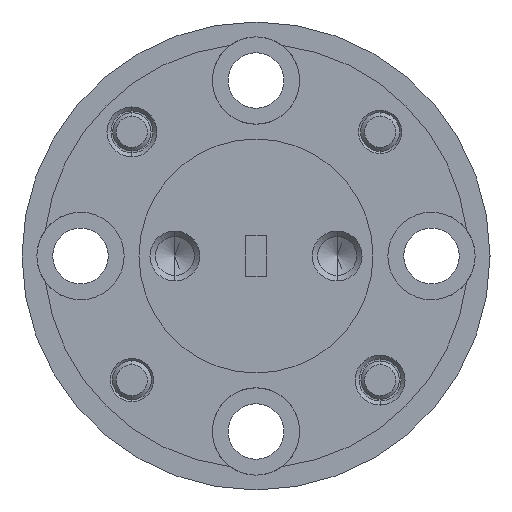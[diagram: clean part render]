
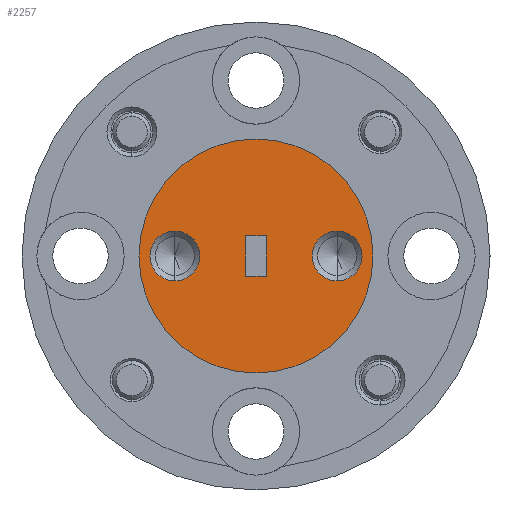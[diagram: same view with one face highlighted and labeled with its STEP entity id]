
A CAD part, left-side view. The second image highlights one B-rep face of the part: STEP entity #2257.
In plain terms, the highlighted planar face has unit normal (-1, 0, 0).
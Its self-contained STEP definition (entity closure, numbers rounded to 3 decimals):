
#53 = LINE ( 'NONE', #4624, #303 ) ;
#127 = EDGE_CURVE ( 'NONE', #2822, #1246, #333, .T. ) ;
#176 = EDGE_CURVE ( 'NONE', #3557, #4711, #1081, .T. ) ;
#288 = EDGE_CURVE ( 'NONE', #4472, #1283, #4613, .T. ) ;
#303 = VECTOR ( 'NONE', #3567, 1000. ) ;
#321 = CIRCLE ( 'NONE', #2949, 4.763 ) ;
#333 = LINE ( 'NONE', #3028, #1400 ) ;
#407 = DIRECTION ( 'NONE',  ( 0., 0., 1. ) ) ;
#461 = DIRECTION ( 'NONE',  ( -1., 0., 0. ) ) ;
#521 = LINE ( 'NONE', #3946, #3698 ) ;
#576 = VERTEX_POINT ( 'NONE', #4877 ) ;
#584 = ORIENTED_EDGE ( 'NONE', *, *, #3378, .T. ) ;
#652 = DIRECTION ( 'NONE',  ( -1., 0., 0. ) ) ;
#676 = CARTESIAN_POINT ( 'NONE',  ( 0., -3.302, 0. ) ) ;
#682 = CARTESIAN_POINT ( 'NONE',  ( 0., -0.413, 0.826 ) ) ;
#707 = PLANE ( 'NONE',  #3933 ) ;
#708 = VERTEX_POINT ( 'NONE', #3258 ) ;
#730 = VECTOR ( 'NONE', #3800, 1000. ) ;
#799 = ORIENTED_EDGE ( 'NONE', *, *, #1685, .F. ) ;
#842 = ORIENTED_EDGE ( 'NONE', *, *, #127, .F. ) ;
#1081 = CIRCLE ( 'NONE', #2359, 4.763 ) ;
#1097 = ORIENTED_EDGE ( 'NONE', *, *, #3502, .F. ) ;
#1117 = EDGE_LOOP ( 'NONE', ( #799, #2059 ) ) ;
#1158 = FACE_BOUND ( 'NONE', #1117, .T. ) ;
#1246 = VERTEX_POINT ( 'NONE', #682 ) ;
#1283 = VERTEX_POINT ( 'NONE', #1867 ) ;
#1400 = VECTOR ( 'NONE', #3052, 1000. ) ;
#1402 = DIRECTION ( 'NONE',  ( -1., 0., 0. ) ) ;
#1443 = FACE_BOUND ( 'NONE', #3293, .T. ) ;
#1452 = DIRECTION ( 'NONE',  ( 0., 0., 1. ) ) ;
#1470 = VERTEX_POINT ( 'NONE', #3479 ) ;
#1588 = ORIENTED_EDGE ( 'NONE', *, *, #4541, .F. ) ;
#1685 = EDGE_CURVE ( 'NONE', #2500, #708, #3181, .T. ) ;
#1867 = CARTESIAN_POINT ( 'NONE',  ( 0., 3.302, -1.016 ) ) ;
#1898 = CARTESIAN_POINT ( 'NONE',  ( 0., 3.302, 0. ) ) ;
#1905 = AXIS2_PLACEMENT_3D ( 'NONE', #676, #652, #4917 ) ;
#2032 = ORIENTED_EDGE ( 'NONE', *, *, #3853, .F. ) ;
#2059 = ORIENTED_EDGE ( 'NONE', *, *, #4471, .F. ) ;
#2080 = CARTESIAN_POINT ( 'NONE',  ( 0., 0., -4.763 ) ) ;
#2176 = CARTESIAN_POINT ( 'NONE',  ( 0., 3.302, 1.016 ) ) ;
#2240 = DIRECTION ( 'NONE',  ( 0., 0., 1. ) ) ;
#2256 = CARTESIAN_POINT ( 'NONE',  ( 0., -0.413, 0.826 ) ) ;
#2257 = ADVANCED_FACE ( 'NONE', ( #3046, #1158, #1443, #4155 ), #707, .F. ) ;
#2319 = DIRECTION ( 'NONE',  ( -1., 0., 0. ) ) ;
#2339 = ORIENTED_EDGE ( 'NONE', *, *, #176, .T. ) ;
#2359 = AXIS2_PLACEMENT_3D ( 'NONE', #4210, #3825, #1452 ) ;
#2500 = VERTEX_POINT ( 'NONE', #4756 ) ;
#2569 = DIRECTION ( 'NONE',  ( 0., 0., -1. ) ) ;
#2599 = CIRCLE ( 'NONE', #1905, 1.016 ) ;
#2804 = DIRECTION ( 'NONE',  ( -1., 0., 0. ) ) ;
#2822 = VERTEX_POINT ( 'NONE', #3940 ) ;
#2835 = DIRECTION ( 'NONE',  ( 0., 0., 1. ) ) ;
#2852 = AXIS2_PLACEMENT_3D ( 'NONE', #2878, #2804, #4431 ) ;
#2872 = AXIS2_PLACEMENT_3D ( 'NONE', #3275, #1402, #2835 ) ;
#2878 = CARTESIAN_POINT ( 'NONE',  ( 0., -3.302, 0. ) ) ;
#2944 = CARTESIAN_POINT ( 'NONE',  ( 0., 0., 0. ) ) ;
#2949 = AXIS2_PLACEMENT_3D ( 'NONE', #4942, #461, #407 ) ;
#3028 = CARTESIAN_POINT ( 'NONE',  ( 0., -0.413, 0.826 ) ) ;
#3046 = FACE_BOUND ( 'NONE', #4740, .T. ) ;
#3052 = DIRECTION ( 'NONE',  ( 0., 0., 1. ) ) ;
#3057 = ORIENTED_EDGE ( 'NONE', *, *, #3279, .F. ) ;
#3075 = CARTESIAN_POINT ( 'NONE',  ( 0., 0., 4.763 ) ) ;
#3181 = CIRCLE ( 'NONE', #2852, 1.016 ) ;
#3247 = DIRECTION ( 'NONE',  ( 0., 0., -1. ) ) ;
#3258 = CARTESIAN_POINT ( 'NONE',  ( 0., -3.302, -1.016 ) ) ;
#3275 = CARTESIAN_POINT ( 'NONE',  ( 0., 3.302, 0. ) ) ;
#3279 = EDGE_CURVE ( 'NONE', #1283, #4472, #3452, .T. ) ;
#3293 = EDGE_LOOP ( 'NONE', ( #842, #1588, #2032, #1097 ) ) ;
#3378 = EDGE_CURVE ( 'NONE', #4711, #3557, #321, .T. ) ;
#3452 = CIRCLE ( 'NONE', #2872, 1.016 ) ;
#3479 = CARTESIAN_POINT ( 'NONE',  ( 0., 0.413, 0.826 ) ) ;
#3502 = EDGE_CURVE ( 'NONE', #1246, #1470, #4582, .T. ) ;
#3557 = VERTEX_POINT ( 'NONE', #3075 ) ;
#3567 = DIRECTION ( 'NONE',  ( 0., -1., 0. ) ) ;
#3698 = VECTOR ( 'NONE', #3247, 1000. ) ;
#3776 = EDGE_LOOP ( 'NONE', ( #2339, #584 ) ) ;
#3800 = DIRECTION ( 'NONE',  ( 0., 1., 0. ) ) ;
#3825 = DIRECTION ( 'NONE',  ( -1., 0., 0. ) ) ;
#3853 = EDGE_CURVE ( 'NONE', #1470, #576, #521, .T. ) ;
#3933 = AXIS2_PLACEMENT_3D ( 'NONE', #2944, #4496, #2569 ) ;
#3940 = CARTESIAN_POINT ( 'NONE',  ( 0., -0.413, -0.825 ) ) ;
#3946 = CARTESIAN_POINT ( 'NONE',  ( 0., 0.413, 0.826 ) ) ;
#4135 = AXIS2_PLACEMENT_3D ( 'NONE', #1898, #2319, #2240 ) ;
#4155 = FACE_OUTER_BOUND ( 'NONE', #3776, .T. ) ;
#4210 = CARTESIAN_POINT ( 'NONE',  ( 0., 0., 0. ) ) ;
#4252 = ORIENTED_EDGE ( 'NONE', *, *, #288, .F. ) ;
#4431 = DIRECTION ( 'NONE',  ( 0., 0., 1. ) ) ;
#4471 = EDGE_CURVE ( 'NONE', #708, #2500, #2599, .T. ) ;
#4472 = VERTEX_POINT ( 'NONE', #2176 ) ;
#4496 = DIRECTION ( 'NONE',  ( 1., 0., 0. ) ) ;
#4541 = EDGE_CURVE ( 'NONE', #576, #2822, #53, .T. ) ;
#4582 = LINE ( 'NONE', #2256, #730 ) ;
#4613 = CIRCLE ( 'NONE', #4135, 1.016 ) ;
#4624 = CARTESIAN_POINT ( 'NONE',  ( 0., -0.413, -0.825 ) ) ;
#4711 = VERTEX_POINT ( 'NONE', #2080 ) ;
#4740 = EDGE_LOOP ( 'NONE', ( #4252, #3057 ) ) ;
#4756 = CARTESIAN_POINT ( 'NONE',  ( 0., -3.302, 1.016 ) ) ;
#4877 = CARTESIAN_POINT ( 'NONE',  ( 0., 0.413, -0.825 ) ) ;
#4917 = DIRECTION ( 'NONE',  ( 0., 0., 1. ) ) ;
#4942 = CARTESIAN_POINT ( 'NONE',  ( 0., 0., 0. ) ) ;
